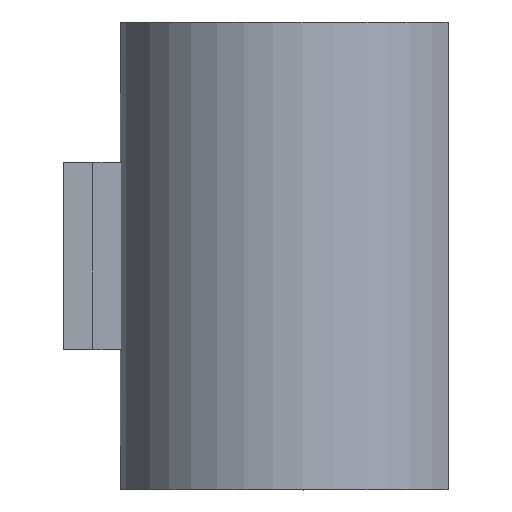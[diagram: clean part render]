
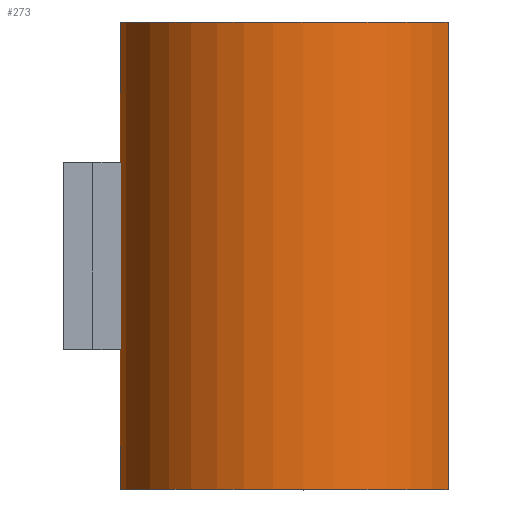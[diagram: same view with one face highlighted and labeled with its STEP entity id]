
A CAD part, top view. The second image highlights one B-rep face of the part: STEP entity #273.
In plain terms, the highlighted cylindrical face has radius 9.35 mm (diameter 18.7 mm), a partial arc.
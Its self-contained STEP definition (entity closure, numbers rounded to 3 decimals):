
#15=FACE_BOUND('',#53,.T.);
#17=CYLINDRICAL_SURFACE('',#307,9.35);
#18=CIRCLE('',#294,9.35);
#19=CIRCLE('',#296,9.35);
#20=CIRCLE('',#303,9.35);
#23=CIRCLE('',#308,9.35);
#37=FACE_OUTER_BOUND('',#52,.T.);
#52=EDGE_LOOP('',(#235,#236,#237,#238));
#53=EDGE_LOOP('',(#239,#240,#241,#242));
#56=LINE('',#390,#86);
#65=LINE('',#408,#95);
#78=LINE('',#439,#108);
#84=LINE('',#451,#114);
#86=VECTOR('',#315,10.);
#95=VECTOR('',#328,10.);
#108=VECTOR('',#359,10.);
#114=VECTOR('',#367,10.);
#115=VERTEX_POINT('',#386);
#117=VERTEX_POINT('',#389);
#122=VERTEX_POINT('',#402);
#124=VERTEX_POINT('',#406);
#131=VERTEX_POINT('',#435);
#133=VERTEX_POINT('',#438);
#136=VERTEX_POINT('',#445);
#138=VERTEX_POINT('',#449);
#140=EDGE_CURVE('',#117,#115,#56,.T.);
#149=EDGE_CURVE('',#124,#122,#65,.T.);
#153=EDGE_CURVE('',#124,#117,#18,.T.);
#160=EDGE_CURVE('',#115,#122,#19,.T.);
#164=EDGE_CURVE('',#133,#131,#78,.T.);
#170=EDGE_CURVE('',#136,#138,#84,.T.);
#171=EDGE_CURVE('',#133,#138,#20,.T.);
#174=EDGE_CURVE('',#131,#136,#23,.T.);
#235=ORIENTED_EDGE('',*,*,#164,.T.);
#236=ORIENTED_EDGE('',*,*,#174,.T.);
#237=ORIENTED_EDGE('',*,*,#170,.T.);
#238=ORIENTED_EDGE('',*,*,#171,.F.);
#239=ORIENTED_EDGE('',*,*,#160,.T.);
#240=ORIENTED_EDGE('',*,*,#149,.F.);
#241=ORIENTED_EDGE('',*,*,#153,.T.);
#242=ORIENTED_EDGE('',*,*,#140,.T.);
#273=ADVANCED_FACE('',(#37,#15),#17,.T.);
#294=AXIS2_PLACEMENT_3D('',#416,#336,#337);
#296=AXIS2_PLACEMENT_3D('',#428,#346,#347);
#303=AXIS2_PLACEMENT_3D('',#453,#370,#371);
#307=AXIS2_PLACEMENT_3D('',#457,#378,#379);
#308=AXIS2_PLACEMENT_3D('',#458,#380,#381);
#315=DIRECTION('',(0.,-1.,0.));
#328=DIRECTION('',(0.,-1.,0.));
#336=DIRECTION('center_axis',(0.,1.,0.));
#337=DIRECTION('ref_axis',(1.,0.,0.));
#346=DIRECTION('center_axis',(0.,-1.,0.));
#347=DIRECTION('ref_axis',(1.,0.,0.));
#359=DIRECTION('',(0.,-1.,0.));
#367=DIRECTION('',(0.,1.,0.));
#370=DIRECTION('center_axis',(0.,1.,0.));
#371=DIRECTION('ref_axis',(1.,0.,0.));
#378=DIRECTION('center_axis',(0.,1.,0.));
#379=DIRECTION('ref_axis',(-1.,0.,0.));
#380=DIRECTION('center_axis',(0.,1.,0.));
#381=DIRECTION('ref_axis',(1.,0.,0.));
#386=CARTESIAN_POINT('',(-9.296,7.5,1.));
#389=CARTESIAN_POINT('',(-9.296,17.5,1.));
#390=CARTESIAN_POINT('',(-9.296,17.5,1.));
#402=CARTESIAN_POINT('',(-9.296,7.5,-1.));
#406=CARTESIAN_POINT('',(-9.296,17.5,-1.));
#408=CARTESIAN_POINT('',(-9.296,17.5,-1.));
#416=CARTESIAN_POINT('Origin',(0.,17.5,0.));
#428=CARTESIAN_POINT('Origin',(0.,7.5,0.));
#435=CARTESIAN_POINT('',(8.196,0.,-4.5));
#438=CARTESIAN_POINT('',(8.196,25.,-4.5));
#439=CARTESIAN_POINT('',(8.196,0.,-4.5));
#445=CARTESIAN_POINT('',(8.196,0.,4.5));
#449=CARTESIAN_POINT('',(8.196,25.,4.5));
#451=CARTESIAN_POINT('',(8.196,0.,4.5));
#453=CARTESIAN_POINT('Origin',(0.,25.,0.));
#457=CARTESIAN_POINT('Origin',(0.,0.,0.));
#458=CARTESIAN_POINT('Origin',(0.,0.,0.));
